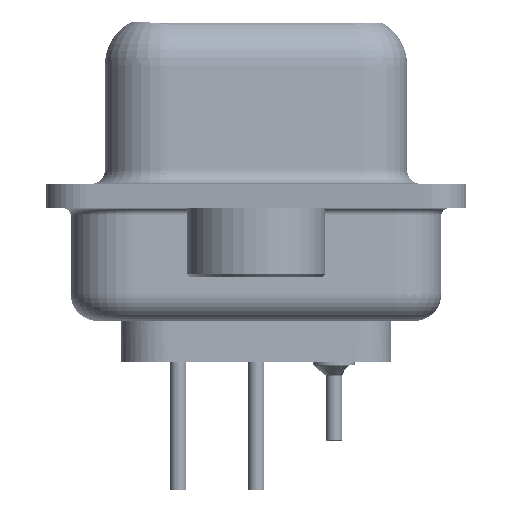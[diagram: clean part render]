
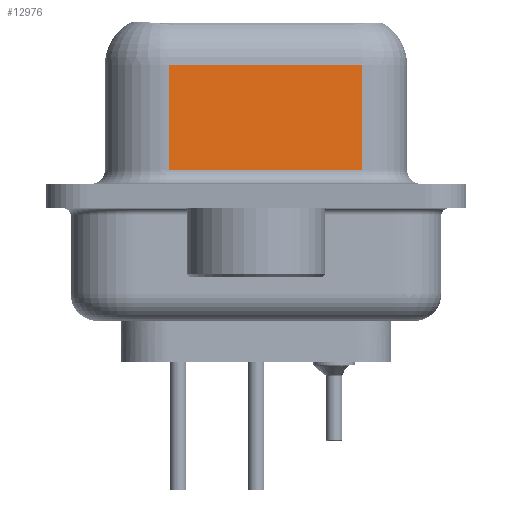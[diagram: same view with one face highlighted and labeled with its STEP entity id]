
A CAD part, left-side view. The second image highlights one B-rep face of the part: STEP entity #12976.
In plain terms, the highlighted planar face has unit normal (-0.985, -0.174, 0).
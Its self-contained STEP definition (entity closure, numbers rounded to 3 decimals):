
#521 = DIRECTION ( 'NONE',  ( 0.174, -0.985, 0. ) ) ;
#2396 = EDGE_CURVE ( 'NONE', #10534, #37643, #18739, .T. ) ;
#2735 = VECTOR ( 'NONE', #41256, 1000. ) ;
#3706 = LINE ( 'NONE', #7134, #28985 ) ;
#3775 = FACE_OUTER_BOUND ( 'NONE', #20664, .T. ) ;
#3980 = PLANE ( 'NONE',  #21457 ) ;
#5427 = ORIENTED_EDGE ( 'NONE', *, *, #29058, .F. ) ;
#6495 = DIRECTION ( 'NONE',  ( 0., 0., -1. ) ) ;
#7134 = CARTESIAN_POINT ( 'NONE',  ( 5.665, -3.847, 0.95 ) ) ;
#7648 = CARTESIAN_POINT ( 'NONE',  ( 5.665, -3.847, 0.95 ) ) ;
#8126 = VERTEX_POINT ( 'NONE', #7648 ) ;
#10340 = CARTESIAN_POINT ( 'NONE',  ( 5.665, -3.847, 6.52 ) ) ;
#10534 = VERTEX_POINT ( 'NONE', #29242 ) ;
#12976 = ADVANCED_FACE ( 'NONE', ( #3775 ), #3980, .F. ) ;
#13141 = LINE ( 'NONE', #10340, #29045 ) ;
#14406 = ORIENTED_EDGE ( 'NONE', *, *, #31730, .T. ) ;
#18739 = LINE ( 'NONE', #28210, #2735 ) ;
#18758 = DIRECTION ( 'NONE',  ( 0., 0., -1. ) ) ;
#19335 = CARTESIAN_POINT ( 'NONE',  ( 4.43, 3.153, 0.95 ) ) ;
#20664 = EDGE_LOOP ( 'NONE', ( #5427, #29519, #21911, #14406 ) ) ;
#21457 = AXIS2_PLACEMENT_3D ( 'NONE', #22873, #39805, #39398 ) ;
#21911 = ORIENTED_EDGE ( 'NONE', *, *, #42314, .T. ) ;
#22873 = CARTESIAN_POINT ( 'NONE',  ( 5.665, -3.847, 6.52 ) ) ;
#25303 = VERTEX_POINT ( 'NONE', #19335 ) ;
#27310 = CARTESIAN_POINT ( 'NONE',  ( 4.43, 3.153, 4.77 ) ) ;
#28016 = VECTOR ( 'NONE', #18758, 1000. ) ;
#28210 = CARTESIAN_POINT ( 'NONE',  ( 5.665, -3.847, 4.77 ) ) ;
#28457 = LINE ( 'NONE', #35063, #28016 ) ;
#28985 = VECTOR ( 'NONE', #521, 1000. ) ;
#29045 = VECTOR ( 'NONE', #6495, 1000. ) ;
#29058 = EDGE_CURVE ( 'NONE', #10534, #8126, #13141, .T. ) ;
#29242 = CARTESIAN_POINT ( 'NONE',  ( 5.665, -3.847, 4.77 ) ) ;
#29519 = ORIENTED_EDGE ( 'NONE', *, *, #2396, .T. ) ;
#31730 = EDGE_CURVE ( 'NONE', #25303, #8126, #3706, .T. ) ;
#35063 = CARTESIAN_POINT ( 'NONE',  ( 4.43, 3.153, 6.52 ) ) ;
#37643 = VERTEX_POINT ( 'NONE', #27310 ) ;
#39398 = DIRECTION ( 'NONE',  ( -0.174, 0.985, 0. ) ) ;
#39805 = DIRECTION ( 'NONE',  ( 0.985, 0.174, 0. ) ) ;
#41256 = DIRECTION ( 'NONE',  ( -0.174, 0.985, 0. ) ) ;
#42314 = EDGE_CURVE ( 'NONE', #37643, #25303, #28457, .T. ) ;
